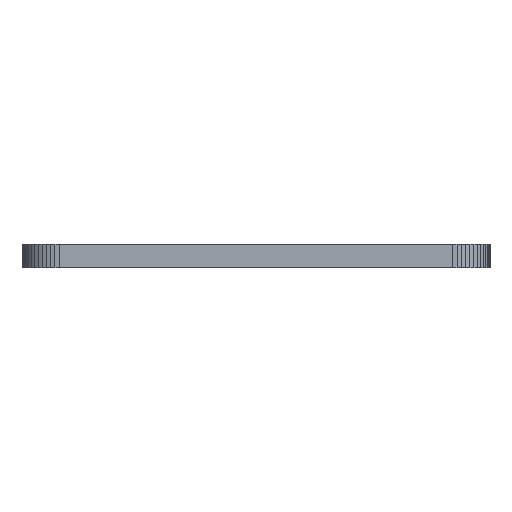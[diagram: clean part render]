
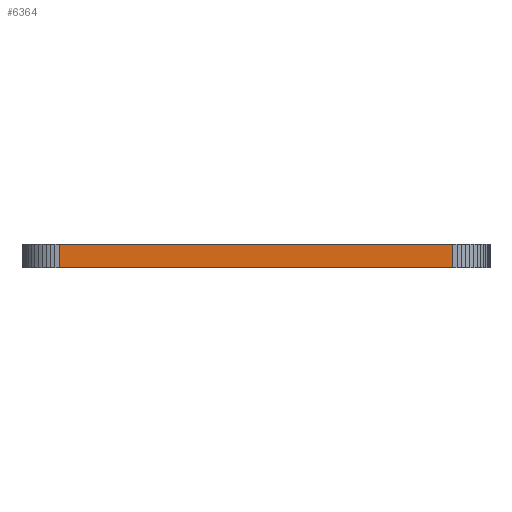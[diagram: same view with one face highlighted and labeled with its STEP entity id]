
A CAD part, left-side view. The second image highlights one B-rep face of the part: STEP entity #6364.
In plain terms, the highlighted planar face has unit normal (-1, 0, 0).
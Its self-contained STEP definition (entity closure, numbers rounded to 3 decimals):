
#90 = PLANE('',#91);
#91 = AXIS2_PLACEMENT_3D('',#92,#93,#94);
#92 = CARTESIAN_POINT('',(148.501,-105.004,1.6));
#93 = DIRECTION('',(-0.,-0.,-1.));
#94 = DIRECTION('',(-1.,0.,0.));
#144 = PLANE('',#145);
#145 = AXIS2_PLACEMENT_3D('',#146,#147,#148);
#146 = CARTESIAN_POINT('',(148.501,-105.004,0.));
#147 = DIRECTION('',(-0.,-0.,-1.));
#148 = DIRECTION('',(-1.,0.,0.));
#1345 = VERTEX_POINT('',#1346);
#1346 = CARTESIAN_POINT('',(132.626,-118.339,0.));
#1360 = PLANE('',#1361);
#1361 = AXIS2_PLACEMENT_3D('',#1362,#1363,#1364);
#1362 = CARTESIAN_POINT('',(132.645,-118.645,0.));
#1363 = DIRECTION('',(-0.998,-0.06,0.));
#1364 = DIRECTION('',(-0.06,0.998,0.));
#1372 = EDGE_CURVE('',#1345,#1373,#1375,.T.);
#1373 = VERTEX_POINT('',#1374);
#1374 = CARTESIAN_POINT('',(132.626,-91.669,0.));
#1375 = SURFACE_CURVE('',#1376,(#1380,#1387),.PCURVE_S1.);
#1376 = LINE('',#1377,#1378);
#1377 = CARTESIAN_POINT('',(132.626,-118.339,0.));
#1378 = VECTOR('',#1379,1.);
#1379 = DIRECTION('',(0.,1.,0.));
#1380 = PCURVE('',#144,#1381);
#1381 = DEFINITIONAL_REPRESENTATION('',(#1382),#1386);
#1382 = LINE('',#1383,#1384);
#1383 = CARTESIAN_POINT('',(15.875,-13.335));
#1384 = VECTOR('',#1385,1.);
#1385 = DIRECTION('',(0.,1.));
#1386 = ( GEOMETRIC_REPRESENTATION_CONTEXT(2) 
PARAMETRIC_REPRESENTATION_CONTEXT() REPRESENTATION_CONTEXT('2D SPACE',''
  ) );
#1387 = PCURVE('',#1388,#1393);
#1388 = PLANE('',#1389);
#1389 = AXIS2_PLACEMENT_3D('',#1390,#1391,#1392);
#1390 = CARTESIAN_POINT('',(132.626,-118.339,0.));
#1391 = DIRECTION('',(-1.,0.,0.));
#1392 = DIRECTION('',(0.,1.,0.));
#1393 = DEFINITIONAL_REPRESENTATION('',(#1394),#1398);
#1394 = LINE('',#1395,#1396);
#1395 = CARTESIAN_POINT('',(0.,0.));
#1396 = VECTOR('',#1397,1.);
#1397 = DIRECTION('',(1.,0.));
#1398 = ( GEOMETRIC_REPRESENTATION_CONTEXT(2) 
PARAMETRIC_REPRESENTATION_CONTEXT() REPRESENTATION_CONTEXT('2D SPACE',''
  ) );
#1416 = PLANE('',#1417);
#1417 = AXIS2_PLACEMENT_3D('',#1418,#1419,#1420);
#1418 = CARTESIAN_POINT('',(132.626,-91.669,0.));
#1419 = DIRECTION('',(-0.998,0.06,0.));
#1420 = DIRECTION('',(0.06,0.998,0.));
#4043 = VERTEX_POINT('',#4044);
#4044 = CARTESIAN_POINT('',(132.626,-118.339,1.6));
#4065 = EDGE_CURVE('',#4043,#4066,#4068,.T.);
#4066 = VERTEX_POINT('',#4067);
#4067 = CARTESIAN_POINT('',(132.626,-91.669,1.6));
#4068 = SURFACE_CURVE('',#4069,(#4073,#4080),.PCURVE_S1.);
#4069 = LINE('',#4070,#4071);
#4070 = CARTESIAN_POINT('',(132.626,-118.339,1.6));
#4071 = VECTOR('',#4072,1.);
#4072 = DIRECTION('',(0.,1.,0.));
#4073 = PCURVE('',#90,#4074);
#4074 = DEFINITIONAL_REPRESENTATION('',(#4075),#4079);
#4075 = LINE('',#4076,#4077);
#4076 = CARTESIAN_POINT('',(15.875,-13.335));
#4077 = VECTOR('',#4078,1.);
#4078 = DIRECTION('',(0.,1.));
#4079 = ( GEOMETRIC_REPRESENTATION_CONTEXT(2) 
PARAMETRIC_REPRESENTATION_CONTEXT() REPRESENTATION_CONTEXT('2D SPACE',''
  ) );
#4080 = PCURVE('',#1388,#4081);
#4081 = DEFINITIONAL_REPRESENTATION('',(#4082),#4086);
#4082 = LINE('',#4083,#4084);
#4083 = CARTESIAN_POINT('',(0.,-1.6));
#4084 = VECTOR('',#4085,1.);
#4085 = DIRECTION('',(1.,0.));
#4086 = ( GEOMETRIC_REPRESENTATION_CONTEXT(2) 
PARAMETRIC_REPRESENTATION_CONTEXT() REPRESENTATION_CONTEXT('2D SPACE',''
  ) );
#6314 = EDGE_CURVE('',#1373,#4066,#6315,.T.);
#6315 = SURFACE_CURVE('',#6316,(#6320,#6327),.PCURVE_S1.);
#6316 = LINE('',#6317,#6318);
#6317 = CARTESIAN_POINT('',(132.626,-91.669,0.));
#6318 = VECTOR('',#6319,1.);
#6319 = DIRECTION('',(0.,0.,1.));
#6320 = PCURVE('',#1416,#6321);
#6321 = DEFINITIONAL_REPRESENTATION('',(#6322),#6326);
#6322 = LINE('',#6323,#6324);
#6323 = CARTESIAN_POINT('',(0.,0.));
#6324 = VECTOR('',#6325,1.);
#6325 = DIRECTION('',(0.,-1.));
#6326 = ( GEOMETRIC_REPRESENTATION_CONTEXT(2) 
PARAMETRIC_REPRESENTATION_CONTEXT() REPRESENTATION_CONTEXT('2D SPACE',''
  ) );
#6327 = PCURVE('',#1388,#6328);
#6328 = DEFINITIONAL_REPRESENTATION('',(#6329),#6333);
#6329 = LINE('',#6330,#6331);
#6330 = CARTESIAN_POINT('',(26.67,0.));
#6331 = VECTOR('',#6332,1.);
#6332 = DIRECTION('',(0.,-1.));
#6333 = ( GEOMETRIC_REPRESENTATION_CONTEXT(2) 
PARAMETRIC_REPRESENTATION_CONTEXT() REPRESENTATION_CONTEXT('2D SPACE',''
  ) );
#6364 = ADVANCED_FACE('',(#6365),#1388,.T.);
#6365 = FACE_BOUND('',#6366,.T.);
#6366 = EDGE_LOOP('',(#6367,#6388,#6389,#6390));
#6367 = ORIENTED_EDGE('',*,*,#6368,.T.);
#6368 = EDGE_CURVE('',#1345,#4043,#6369,.T.);
#6369 = SURFACE_CURVE('',#6370,(#6374,#6381),.PCURVE_S1.);
#6370 = LINE('',#6371,#6372);
#6371 = CARTESIAN_POINT('',(132.626,-118.339,0.));
#6372 = VECTOR('',#6373,1.);
#6373 = DIRECTION('',(0.,0.,1.));
#6374 = PCURVE('',#1388,#6375);
#6375 = DEFINITIONAL_REPRESENTATION('',(#6376),#6380);
#6376 = LINE('',#6377,#6378);
#6377 = CARTESIAN_POINT('',(0.,0.));
#6378 = VECTOR('',#6379,1.);
#6379 = DIRECTION('',(0.,-1.));
#6380 = ( GEOMETRIC_REPRESENTATION_CONTEXT(2) 
PARAMETRIC_REPRESENTATION_CONTEXT() REPRESENTATION_CONTEXT('2D SPACE',''
  ) );
#6381 = PCURVE('',#1360,#6382);
#6382 = DEFINITIONAL_REPRESENTATION('',(#6383),#6387);
#6383 = LINE('',#6384,#6385);
#6384 = CARTESIAN_POINT('',(0.307,0.));
#6385 = VECTOR('',#6386,1.);
#6386 = DIRECTION('',(0.,-1.));
#6387 = ( GEOMETRIC_REPRESENTATION_CONTEXT(2) 
PARAMETRIC_REPRESENTATION_CONTEXT() REPRESENTATION_CONTEXT('2D SPACE',''
  ) );
#6388 = ORIENTED_EDGE('',*,*,#4065,.T.);
#6389 = ORIENTED_EDGE('',*,*,#6314,.F.);
#6390 = ORIENTED_EDGE('',*,*,#1372,.F.);
